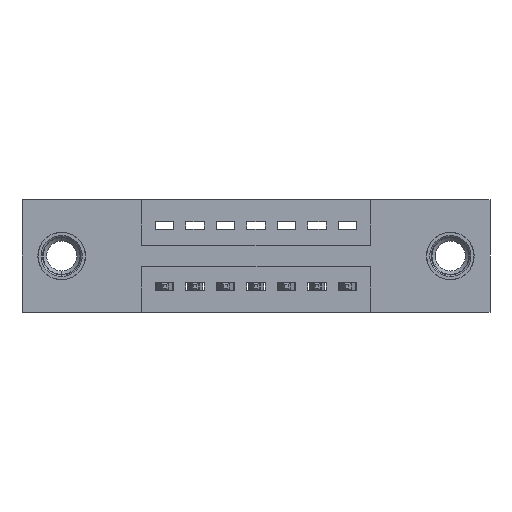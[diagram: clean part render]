
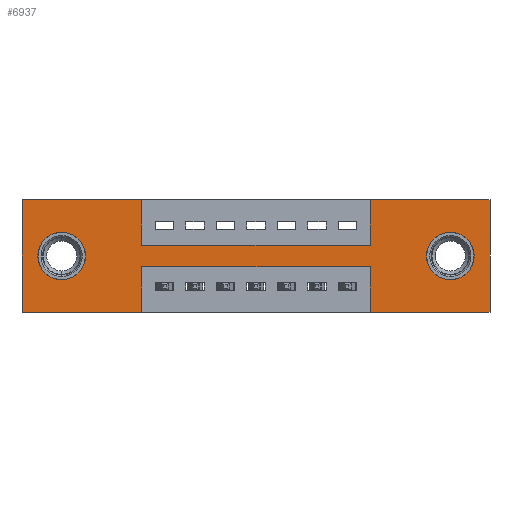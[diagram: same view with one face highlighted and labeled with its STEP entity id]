
A CAD part, front view. The second image highlights one B-rep face of the part: STEP entity #6937.
In plain terms, the highlighted planar face has unit normal (0, -1, 0).
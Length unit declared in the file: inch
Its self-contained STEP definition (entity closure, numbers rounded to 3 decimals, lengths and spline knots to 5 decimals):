
#225 = EDGE_CURVE ( 'NONE', #3615, #9874, #9660, .T. ) ;
#230 = LINE ( 'NONE', #7666, #1409 ) ;
#273 = CARTESIAN_POINT ( 'NONE',  ( 1.1425, 0., -0.37 ) ) ;
#312 = DIRECTION ( 'NONE',  ( 0., 0., -1. ) ) ;
#470 = CARTESIAN_POINT ( 'NONE',  ( 0.13, 0., -0.263 ) ) ;
#505 = CARTESIAN_POINT ( 'NONE',  ( 0.3925, 0., 0. ) ) ;
#566 = DIRECTION ( 'NONE',  ( 0., 0., 1. ) ) ;
#599 = CARTESIAN_POINT ( 'NONE',  ( 1.1425, 0., -0.37 ) ) ;
#600 = LINE ( 'NONE', #4770, #1533 ) ;
#644 = CARTESIAN_POINT ( 'NONE',  ( 1.1425, 0., -0.22 ) ) ;
#697 = LINE ( 'NONE', #599, #5704 ) ;
#832 = VERTEX_POINT ( 'NONE', #3440 ) ;
#881 = ORIENTED_EDGE ( 'NONE', *, *, #5024, .F. ) ;
#898 = VERTEX_POINT ( 'NONE', #8450 ) ;
#1046 = CARTESIAN_POINT ( 'NONE',  ( 0.13, 0., -0.107 ) ) ;
#1101 = EDGE_CURVE ( 'NONE', #1326, #2503, #9640, .T. ) ;
#1152 = CARTESIAN_POINT ( 'NONE',  ( 0.3925, 0., -0.15 ) ) ;
#1305 = VECTOR ( 'NONE', #4122, 39.37008 ) ;
#1326 = VERTEX_POINT ( 'NONE', #470 ) ;
#1367 = DIRECTION ( 'NONE',  ( 0., 0., -1. ) ) ;
#1396 = EDGE_CURVE ( 'NONE', #9111, #898, #6383, .T. ) ;
#1409 = VECTOR ( 'NONE', #9561, 39.37008 ) ;
#1468 = CARTESIAN_POINT ( 'NONE',  ( 1.405, 0., -0.107 ) ) ;
#1514 = VECTOR ( 'NONE', #566, 39.37008 ) ;
#1533 = VECTOR ( 'NONE', #11039, 39.37008 ) ;
#1746 = CARTESIAN_POINT ( 'NONE',  ( 1.535, 0., -0.37 ) ) ;
#1909 = CARTESIAN_POINT ( 'NONE',  ( 0.3925, 0., -0.15 ) ) ;
#2152 = ORIENTED_EDGE ( 'NONE', *, *, #4278, .F. ) ;
#2274 = VERTEX_POINT ( 'NONE', #4162 ) ;
#2300 = ORIENTED_EDGE ( 'NONE', *, *, #7771, .F. ) ;
#2492 = DIRECTION ( 'NONE',  ( 0., 0., 1. ) ) ;
#2503 = VERTEX_POINT ( 'NONE', #1046 ) ;
#2517 = EDGE_CURVE ( 'NONE', #8499, #4279, #10403, .T. ) ;
#2664 = AXIS2_PLACEMENT_3D ( 'NONE', #6106, #7847, #2492 ) ;
#2771 = EDGE_LOOP ( 'NONE', ( #6900, #4932 ) ) ;
#2991 = PLANE ( 'NONE',  #3622 ) ;
#3048 = EDGE_CURVE ( 'NONE', #2274, #7015, #3918, .T. ) ;
#3321 = ORIENTED_EDGE ( 'NONE', *, *, #4824, .F. ) ;
#3440 = CARTESIAN_POINT ( 'NONE',  ( 0.3925, 0., -0.22 ) ) ;
#3606 = LINE ( 'NONE', #4586, #5073 ) ;
#3615 = VERTEX_POINT ( 'NONE', #1746 ) ;
#3622 = AXIS2_PLACEMENT_3D ( 'NONE', #9925, #9048, #10136 ) ;
#3722 = CARTESIAN_POINT ( 'NONE',  ( 1.535, 0., 0. ) ) ;
#3748 = CARTESIAN_POINT ( 'NONE',  ( 0.3925, 0., -0.37 ) ) ;
#3760 = LINE ( 'NONE', #6431, #7528 ) ;
#3918 = LINE ( 'NONE', #8569, #7028 ) ;
#4122 = DIRECTION ( 'NONE',  ( 0., 0., -1. ) ) ;
#4162 = CARTESIAN_POINT ( 'NONE',  ( 0., 0., -0.37 ) ) ;
#4256 = DIRECTION ( 'NONE',  ( 0., 1., 0. ) ) ;
#4268 = ORIENTED_EDGE ( 'NONE', *, *, #5242, .F. ) ;
#4278 = EDGE_CURVE ( 'NONE', #7015, #4570, #9985, .T. ) ;
#4279 = VERTEX_POINT ( 'NONE', #9572 ) ;
#4570 = VERTEX_POINT ( 'NONE', #7818 ) ;
#4586 = CARTESIAN_POINT ( 'NONE',  ( 0., 0., 0. ) ) ;
#4770 = CARTESIAN_POINT ( 'NONE',  ( 0., 0., -0.37 ) ) ;
#4824 = EDGE_CURVE ( 'NONE', #9915, #3615, #3760, .T. ) ;
#4932 = ORIENTED_EDGE ( 'NONE', *, *, #1101, .T. ) ;
#4935 = CIRCLE ( 'NONE', #7364, 0.078 ) ;
#4976 = AXIS2_PLACEMENT_3D ( 'NONE', #8522, #10145, #7582 ) ;
#5024 = EDGE_CURVE ( 'NONE', #832, #6304, #8202, .T. ) ;
#5025 = CIRCLE ( 'NONE', #4976, 0.078 ) ;
#5033 = VECTOR ( 'NONE', #9913, 39.37008 ) ;
#5036 = ORIENTED_EDGE ( 'NONE', *, *, #2517, .T. ) ;
#5073 = VECTOR ( 'NONE', #6211, 39.37008 ) ;
#5107 = DIRECTION ( 'NONE',  ( 0., 0., 1. ) ) ;
#5242 = EDGE_CURVE ( 'NONE', #6507, #832, #230, .T. ) ;
#5360 = CARTESIAN_POINT ( 'NONE',  ( 1.405, 0., -0.185 ) ) ;
#5459 = DIRECTION ( 'NONE',  ( 1., 0., 0. ) ) ;
#5541 = ORIENTED_EDGE ( 'NONE', *, *, #3048, .F. ) ;
#5579 = ORIENTED_EDGE ( 'NONE', *, *, #9500, .F. ) ;
#5704 = VECTOR ( 'NONE', #8213, 39.37008 ) ;
#5713 = CARTESIAN_POINT ( 'NONE',  ( 1.1425, 0., 0. ) ) ;
#5785 = AXIS2_PLACEMENT_3D ( 'NONE', #5360, #8689, #7903 ) ;
#6106 = CARTESIAN_POINT ( 'NONE',  ( 0.13, 0., -0.185 ) ) ;
#6126 = FACE_BOUND ( 'NONE', #9321, .T. ) ;
#6211 = DIRECTION ( 'NONE',  ( 1., 0., 0. ) ) ;
#6304 = VERTEX_POINT ( 'NONE', #3748 ) ;
#6383 = LINE ( 'NONE', #1152, #9492 ) ;
#6431 = CARTESIAN_POINT ( 'NONE',  ( 1.535, 0., 0. ) ) ;
#6507 = VERTEX_POINT ( 'NONE', #644 ) ;
#6598 = ORIENTED_EDGE ( 'NONE', *, *, #7426, .F. ) ;
#6771 = ORIENTED_EDGE ( 'NONE', *, *, #6922, .F. ) ;
#6900 = ORIENTED_EDGE ( 'NONE', *, *, #8565, .T. ) ;
#6922 = EDGE_CURVE ( 'NONE', #9874, #6507, #697, .T. ) ;
#6937 = ADVANCED_FACE ( 'NONE', ( #6126, #7888, #7352 ), #2991, .T. ) ;
#7015 = VERTEX_POINT ( 'NONE', #7577 ) ;
#7028 = VECTOR ( 'NONE', #10613, 39.37008 ) ;
#7070 = CARTESIAN_POINT ( 'NONE',  ( 1.1425, 0., 0. ) ) ;
#7073 = EDGE_CURVE ( 'NONE', #4279, #8499, #5025, .T. ) ;
#7352 = FACE_OUTER_BOUND ( 'NONE', #8368, .T. ) ;
#7364 = AXIS2_PLACEMENT_3D ( 'NONE', #9430, #4256, #5107 ) ;
#7426 = EDGE_CURVE ( 'NONE', #9738, #9915, #3606, .T. ) ;
#7427 = ORIENTED_EDGE ( 'NONE', *, *, #1396, .F. ) ;
#7528 = VECTOR ( 'NONE', #312, 39.37008 ) ;
#7577 = CARTESIAN_POINT ( 'NONE',  ( 0., 0., 0. ) ) ;
#7582 = DIRECTION ( 'NONE',  ( 0., 0., -1. ) ) ;
#7666 = CARTESIAN_POINT ( 'NONE',  ( 0.3925, 0., -0.22 ) ) ;
#7771 = EDGE_CURVE ( 'NONE', #6304, #2274, #600, .T. ) ;
#7774 = LINE ( 'NONE', #505, #8585 ) ;
#7818 = CARTESIAN_POINT ( 'NONE',  ( 0.3925, 0., 0. ) ) ;
#7847 = DIRECTION ( 'NONE',  ( 0., 1., 0. ) ) ;
#7888 = FACE_BOUND ( 'NONE', #2771, .T. ) ;
#7903 = DIRECTION ( 'NONE',  ( 0., 0., -1. ) ) ;
#8095 = CARTESIAN_POINT ( 'NONE',  ( 0., 0., -0.37 ) ) ;
#8117 = EDGE_CURVE ( 'NONE', #4570, #9111, #7774, .T. ) ;
#8171 = LINE ( 'NONE', #5713, #1514 ) ;
#8202 = LINE ( 'NONE', #8346, #1305 ) ;
#8213 = DIRECTION ( 'NONE',  ( 0., 0., 1. ) ) ;
#8346 = CARTESIAN_POINT ( 'NONE',  ( 0.3925, 0., -0.37 ) ) ;
#8368 = EDGE_LOOP ( 'NONE', ( #881, #4268, #6771, #9943, #3321, #6598, #5579, #7427, #9980, #2152, #5541, #2300 ) ) ;
#8450 = CARTESIAN_POINT ( 'NONE',  ( 1.1425, 0., -0.15 ) ) ;
#8499 = VERTEX_POINT ( 'NONE', #1468 ) ;
#8522 = CARTESIAN_POINT ( 'NONE',  ( 1.405, 0., -0.185 ) ) ;
#8565 = EDGE_CURVE ( 'NONE', #2503, #1326, #4935, .T. ) ;
#8569 = CARTESIAN_POINT ( 'NONE',  ( 0., 0., 0. ) ) ;
#8585 = VECTOR ( 'NONE', #1367, 39.37008 ) ;
#8689 = DIRECTION ( 'NONE',  ( 0., 1., 0. ) ) ;
#8830 = ORIENTED_EDGE ( 'NONE', *, *, #7073, .T. ) ;
#9048 = DIRECTION ( 'NONE',  ( 0., -1., 0. ) ) ;
#9111 = VERTEX_POINT ( 'NONE', #1909 ) ;
#9321 = EDGE_LOOP ( 'NONE', ( #5036, #8830 ) ) ;
#9430 = CARTESIAN_POINT ( 'NONE',  ( 0.13, 0., -0.185 ) ) ;
#9492 = VECTOR ( 'NONE', #5459, 39.37008 ) ;
#9500 = EDGE_CURVE ( 'NONE', #898, #9738, #8171, .T. ) ;
#9531 = CARTESIAN_POINT ( 'NONE',  ( 0., 0., 0. ) ) ;
#9561 = DIRECTION ( 'NONE',  ( -1., 0., 0. ) ) ;
#9572 = CARTESIAN_POINT ( 'NONE',  ( 1.405, 0., -0.263 ) ) ;
#9640 = CIRCLE ( 'NONE', #2664, 0.078 ) ;
#9660 = LINE ( 'NONE', #8095, #5033 ) ;
#9738 = VERTEX_POINT ( 'NONE', #7070 ) ;
#9874 = VERTEX_POINT ( 'NONE', #273 ) ;
#9913 = DIRECTION ( 'NONE',  ( -1., 0., 0. ) ) ;
#9915 = VERTEX_POINT ( 'NONE', #3722 ) ;
#9925 = CARTESIAN_POINT ( 'NONE',  ( 0., 0., -0.37 ) ) ;
#9943 = ORIENTED_EDGE ( 'NONE', *, *, #225, .F. ) ;
#9980 = ORIENTED_EDGE ( 'NONE', *, *, #8117, .F. ) ;
#9985 = LINE ( 'NONE', #9531, #10781 ) ;
#10136 = DIRECTION ( 'NONE',  ( 0., 0., -1. ) ) ;
#10145 = DIRECTION ( 'NONE',  ( 0., 1., 0. ) ) ;
#10353 = DIRECTION ( 'NONE',  ( 1., 0., 0. ) ) ;
#10403 = CIRCLE ( 'NONE', #5785, 0.078 ) ;
#10613 = DIRECTION ( 'NONE',  ( 0., 0., 1. ) ) ;
#10781 = VECTOR ( 'NONE', #10353, 39.37008 ) ;
#11039 = DIRECTION ( 'NONE',  ( -1., 0., 0. ) ) ;
